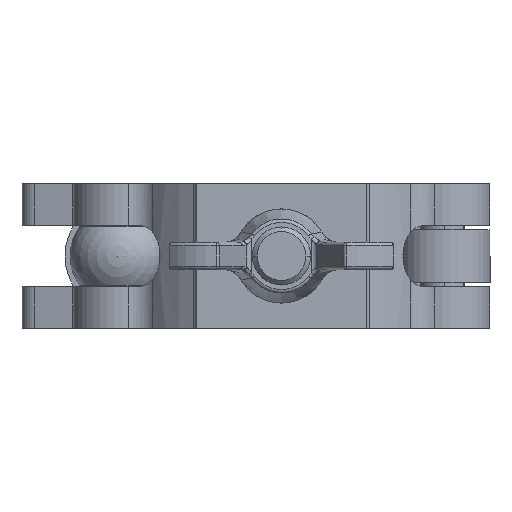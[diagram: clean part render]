
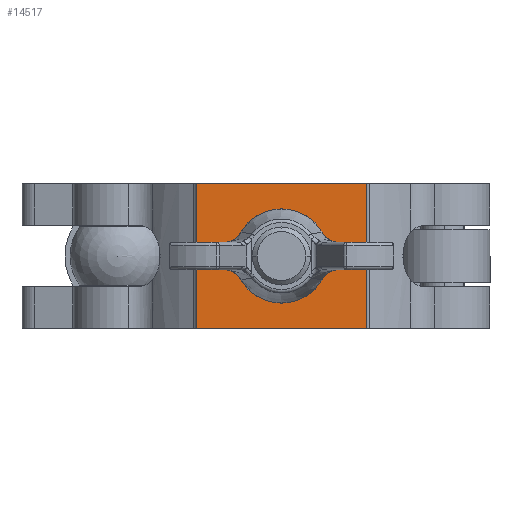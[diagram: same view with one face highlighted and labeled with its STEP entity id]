
A CAD part, front view. The second image highlights one B-rep face of the part: STEP entity #14517.
In plain terms, the highlighted planar face has unit normal (0, -1, 0).
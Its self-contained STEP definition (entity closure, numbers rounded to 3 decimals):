
#163 = CARTESIAN_POINT ( 'NONE',  ( -17.625, 0., 14.95 ) ) ;
#218 = VERTEX_POINT ( 'NONE', #15074 ) ;
#346 = LINE ( 'NONE', #4135, #7888 ) ;
#356 = VERTEX_POINT ( 'NONE', #5893 ) ;
#477 = EDGE_CURVE ( 'NONE', #356, #12713, #3040, .T. ) ;
#528 = VECTOR ( 'NONE', #12275, 1000. ) ;
#685 = FACE_OUTER_BOUND ( 'NONE', #1886, .T. ) ;
#821 = CARTESIAN_POINT ( 'NONE',  ( 0., 0., 0. ) ) ;
#868 = EDGE_CURVE ( 'NONE', #13558, #3289, #901, .T. ) ;
#901 = CIRCLE ( 'NONE', #15627, 6.35 ) ;
#1039 = CARTESIAN_POINT ( 'NONE',  ( -17.625, 0., -14.95 ) ) ;
#1164 = EDGE_LOOP ( 'NONE', ( #1781, #10016 ) ) ;
#1781 = ORIENTED_EDGE ( 'NONE', *, *, #868, .T. ) ;
#1886 = EDGE_LOOP ( 'NONE', ( #4020, #9028, #10595, #12312 ) ) ;
#2200 = LINE ( 'NONE', #13549, #14544 ) ;
#2548 = PLANE ( 'NONE',  #13779 ) ;
#2608 = EDGE_CURVE ( 'NONE', #3289, #13558, #10818, .T. ) ;
#3040 = LINE ( 'NONE', #5513, #12887 ) ;
#3289 = VERTEX_POINT ( 'NONE', #11176 ) ;
#3639 = EDGE_CURVE ( 'NONE', #356, #218, #346, .T. ) ;
#3781 = DIRECTION ( 'NONE',  ( 0., 1., 0. ) ) ;
#3828 = DIRECTION ( 'NONE',  ( 0., 1., 0. ) ) ;
#4020 = ORIENTED_EDGE ( 'NONE', *, *, #12448, .T. ) ;
#4135 = CARTESIAN_POINT ( 'NONE',  ( -17.625, 0., 14.95 ) ) ;
#4158 = DIRECTION ( 'NONE',  ( 1., 0., 0. ) ) ;
#4431 = DIRECTION ( 'NONE',  ( 0., 0., 1. ) ) ;
#4973 = DIRECTION ( 'NONE',  ( 0., 1., 0. ) ) ;
#5033 = DIRECTION ( 'NONE',  ( 0., 0., -1. ) ) ;
#5143 = DIRECTION ( 'NONE',  ( 0., 0., 1. ) ) ;
#5513 = CARTESIAN_POINT ( 'NONE',  ( -17.625, 0., 14.95 ) ) ;
#5733 = CARTESIAN_POINT ( 'NONE',  ( 17.625, 0., -14.95 ) ) ;
#5893 = CARTESIAN_POINT ( 'NONE',  ( -17.625, 0., 14.95 ) ) ;
#6884 = FACE_BOUND ( 'NONE', #1164, .T. ) ;
#6993 = VERTEX_POINT ( 'NONE', #5733 ) ;
#7888 = VECTOR ( 'NONE', #9213, 1000. ) ;
#7936 = CARTESIAN_POINT ( 'NONE',  ( 17.625, 0., 14.95 ) ) ;
#8096 = AXIS2_PLACEMENT_3D ( 'NONE', #821, #4973, #4431 ) ;
#9028 = ORIENTED_EDGE ( 'NONE', *, *, #9552, .F. ) ;
#9213 = DIRECTION ( 'NONE',  ( 0., 0., -1. ) ) ;
#9552 = EDGE_CURVE ( 'NONE', #12713, #6993, #2200, .T. ) ;
#10016 = ORIENTED_EDGE ( 'NONE', *, *, #2608, .T. ) ;
#10206 = CARTESIAN_POINT ( 'NONE',  ( 0., 0., -6.35 ) ) ;
#10375 = LINE ( 'NONE', #1039, #528 ) ;
#10595 = ORIENTED_EDGE ( 'NONE', *, *, #477, .F. ) ;
#10818 = CIRCLE ( 'NONE', #8096, 6.35 ) ;
#11176 = CARTESIAN_POINT ( 'NONE',  ( 0., 0., 6.35 ) ) ;
#11222 = CARTESIAN_POINT ( 'NONE',  ( 0., 0., 0. ) ) ;
#11370 = DIRECTION ( 'NONE',  ( 0., 0., 1. ) ) ;
#12275 = DIRECTION ( 'NONE',  ( 1., 0., 0. ) ) ;
#12312 = ORIENTED_EDGE ( 'NONE', *, *, #3639, .T. ) ;
#12448 = EDGE_CURVE ( 'NONE', #218, #6993, #10375, .T. ) ;
#12713 = VERTEX_POINT ( 'NONE', #7936 ) ;
#12887 = VECTOR ( 'NONE', #4158, 1000. ) ;
#13549 = CARTESIAN_POINT ( 'NONE',  ( 17.625, 0., 14.95 ) ) ;
#13558 = VERTEX_POINT ( 'NONE', #10206 ) ;
#13779 = AXIS2_PLACEMENT_3D ( 'NONE', #163, #3781, #5143 ) ;
#14517 = ADVANCED_FACE ( 'NONE', ( #6884, #685 ), #2548, .F. ) ;
#14544 = VECTOR ( 'NONE', #5033, 1000. ) ;
#15074 = CARTESIAN_POINT ( 'NONE',  ( -17.625, 0., -14.95 ) ) ;
#15627 = AXIS2_PLACEMENT_3D ( 'NONE', #11222, #3828, #11370 ) ;
